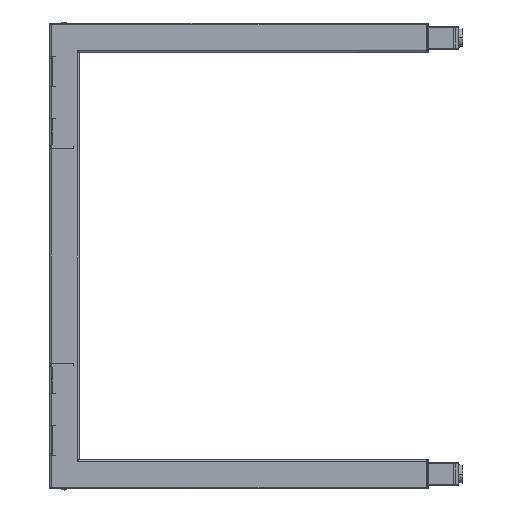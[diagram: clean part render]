
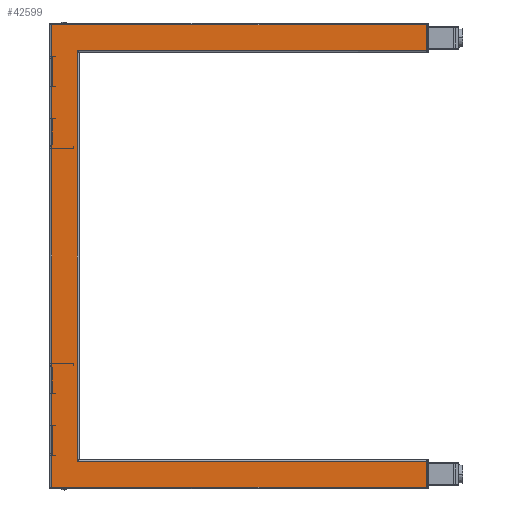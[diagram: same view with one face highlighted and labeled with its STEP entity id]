
A CAD part, left-side view. The second image highlights one B-rep face of the part: STEP entity #42599.
In plain terms, the highlighted planar face has unit normal (-1, 0, 0).
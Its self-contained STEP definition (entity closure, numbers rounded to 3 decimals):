
#465 = CARTESIAN_POINT ( 'NONE',  ( -697.5, 62., 394.5 ) ) ;
#939 = CARTESIAN_POINT ( 'NONE',  ( -697.5, 705., 394.5 ) ) ;
#1424 = EDGE_CURVE ( 'NONE', #26985, #17218, #37761, .T. ) ;
#1564 = VECTOR ( 'NONE', #38550, 1000. ) ;
#1701 = VECTOR ( 'NONE', #6659, 1000. ) ;
#2281 = CARTESIAN_POINT ( 'NONE',  ( -697.5, 62., -394.5 ) ) ;
#2881 = CARTESIAN_POINT ( 'NONE',  ( -697.5, 705., -394.5 ) ) ;
#3695 = CARTESIAN_POINT ( 'NONE',  ( -697.5, 62., -350.5 ) ) ;
#3958 = VERTEX_POINT ( 'NONE', #2281 ) ;
#4265 = LINE ( 'NONE', #939, #11436 ) ;
#4377 = ORIENTED_EDGE ( 'NONE', *, *, #1424, .T. ) ;
#4572 = EDGE_CURVE ( 'NONE', #32014, #3958, #19875, .T. ) ;
#6659 = DIRECTION ( 'NONE',  ( 0., -1., 0. ) ) ;
#7789 = DIRECTION ( 'NONE',  ( 0., -1., 0. ) ) ;
#7959 = EDGE_CURVE ( 'NONE', #17218, #38441, #18827, .T. ) ;
#8026 = DIRECTION ( 'NONE',  ( 0., 0., -1. ) ) ;
#8468 = PLANE ( 'NONE',  #43232 ) ;
#8763 = ORIENTED_EDGE ( 'NONE', *, *, #12793, .F. ) ;
#8936 = ORIENTED_EDGE ( 'NONE', *, *, #12872, .F. ) ;
#9090 = DIRECTION ( 'NONE',  ( 0., 0., 1. ) ) ;
#10320 = DIRECTION ( 'NONE',  ( 0., 0., -1. ) ) ;
#11436 = VECTOR ( 'NONE', #7789, 1000. ) ;
#12439 = EDGE_CURVE ( 'NONE', #37322, #32014, #34660, .T. ) ;
#12793 = EDGE_CURVE ( 'NONE', #37322, #38441, #4265, .T. ) ;
#12832 = CARTESIAN_POINT ( 'NONE',  ( -697.5, 702., -394.5 ) ) ;
#12872 = EDGE_CURVE ( 'NONE', #26985, #34053, #21478, .T. ) ;
#14034 = VECTOR ( 'NONE', #10320, 1000. ) ;
#14095 = DIRECTION ( 'NONE',  ( 0., 0., -1. ) ) ;
#15091 = DIRECTION ( 'NONE',  ( 1., 0., 0. ) ) ;
#16363 = DIRECTION ( 'NONE',  ( 0., -1., 0. ) ) ;
#17218 = VERTEX_POINT ( 'NONE', #32540 ) ;
#17611 = LINE ( 'NONE', #3695, #14034 ) ;
#18390 = CARTESIAN_POINT ( 'NONE',  ( -697.5, 62., 350.5 ) ) ;
#18733 = VECTOR ( 'NONE', #16363, 1000. ) ;
#18827 = LINE ( 'NONE', #18390, #28016 ) ;
#19875 = LINE ( 'NONE', #2881, #18733 ) ;
#21049 = ORIENTED_EDGE ( 'NONE', *, *, #7959, .T. ) ;
#21478 = LINE ( 'NONE', #24989, #1564 ) ;
#22207 = EDGE_LOOP ( 'NONE', ( #8763, #29457, #40626, #38504, #29685, #8936, #4377, #21049 ) ) ;
#22984 = CARTESIAN_POINT ( 'NONE',  ( -697.5, 702., 394.5 ) ) ;
#23430 = CARTESIAN_POINT ( 'NONE',  ( -697.5, 705., -350.5 ) ) ;
#24675 = CARTESIAN_POINT ( 'NONE',  ( -697.5, 705., 350.5 ) ) ;
#24926 = EDGE_CURVE ( 'NONE', #34053, #28622, #40312, .T. ) ;
#24989 = CARTESIAN_POINT ( 'NONE',  ( -697.5, 658., 457.855 ) ) ;
#25017 = CARTESIAN_POINT ( 'NONE',  ( -697.5, 705., 350.5 ) ) ;
#25194 = CARTESIAN_POINT ( 'NONE',  ( -697.5, 658., 350.5 ) ) ;
#25488 = VECTOR ( 'NONE', #14095, 1000. ) ;
#26985 = VERTEX_POINT ( 'NONE', #25194 ) ;
#27347 = DIRECTION ( 'NONE',  ( 0., -1., 0. ) ) ;
#28016 = VECTOR ( 'NONE', #9090, 1000. ) ;
#28622 = VERTEX_POINT ( 'NONE', #41379 ) ;
#29457 = ORIENTED_EDGE ( 'NONE', *, *, #12439, .T. ) ;
#29685 = ORIENTED_EDGE ( 'NONE', *, *, #24926, .F. ) ;
#29688 = EDGE_CURVE ( 'NONE', #28622, #3958, #17611, .T. ) ;
#32014 = VERTEX_POINT ( 'NONE', #12832 ) ;
#32540 = CARTESIAN_POINT ( 'NONE',  ( -697.5, 62., 350.5 ) ) ;
#33635 = VECTOR ( 'NONE', #27347, 1000. ) ;
#34053 = VERTEX_POINT ( 'NONE', #41761 ) ;
#34660 = LINE ( 'NONE', #37543, #25488 ) ;
#37322 = VERTEX_POINT ( 'NONE', #22984 ) ;
#37543 = CARTESIAN_POINT ( 'NONE',  ( -697.5, 702., 457.855 ) ) ;
#37761 = LINE ( 'NONE', #24675, #33635 ) ;
#38441 = VERTEX_POINT ( 'NONE', #465 ) ;
#38504 = ORIENTED_EDGE ( 'NONE', *, *, #29688, .F. ) ;
#38550 = DIRECTION ( 'NONE',  ( 0., 0., -1. ) ) ;
#38794 = FACE_OUTER_BOUND ( 'NONE', #22207, .T. ) ;
#40312 = LINE ( 'NONE', #23430, #1701 ) ;
#40626 = ORIENTED_EDGE ( 'NONE', *, *, #4572, .T. ) ;
#41379 = CARTESIAN_POINT ( 'NONE',  ( -697.5, 62., -350.5 ) ) ;
#41761 = CARTESIAN_POINT ( 'NONE',  ( -697.5, 658., -350.5 ) ) ;
#42599 = ADVANCED_FACE ( 'NONE', ( #38794 ), #8468, .F. ) ;
#43232 = AXIS2_PLACEMENT_3D ( 'NONE', #25017, #15091, #8026 ) ;
